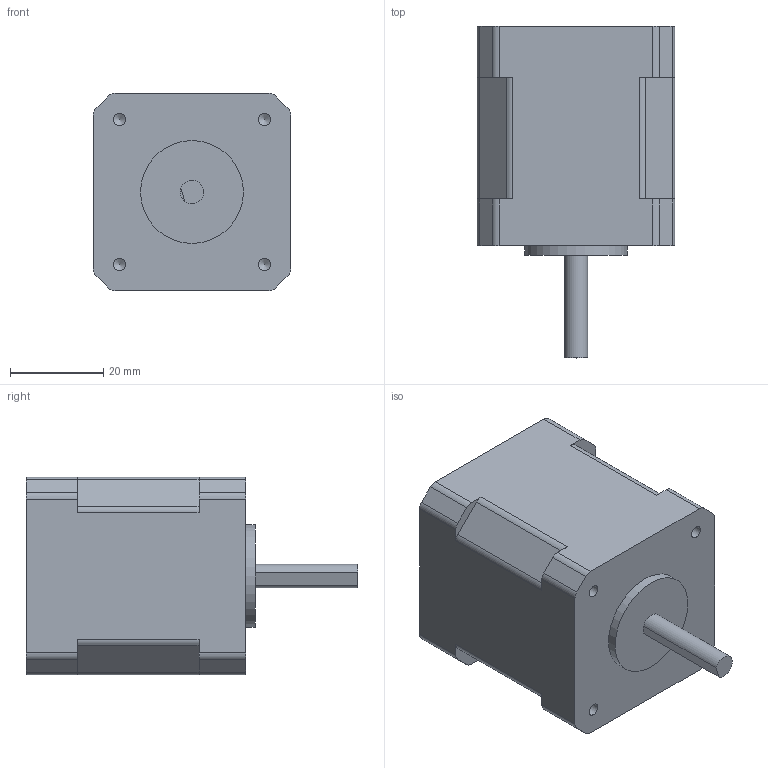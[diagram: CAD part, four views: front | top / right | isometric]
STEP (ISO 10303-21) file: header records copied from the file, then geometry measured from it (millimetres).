
FILE_DESCRIPTION(/* description */ (''),/* implementation_level */ '2;1');
FILE_NAME(/* name */ 'StepMotor_Nema17 v1.step',/* time_stamp */ '2020-03-23T00:28:21+01:00',/* author */ (''),/* organization */ (''),/* preprocessor_version */ 'ST-DEVELOPER v18',/* originating_system */ 'Autodesk Translation Framework v8.12.0.6',/* authorisation */ '');
FILE_SCHEMA (('AUTOMOTIVE_DESIGN { 1 0 10303 214 3 1 1 }'));
Length unit declared in the file: millimetre
Products named in the file (1): StepMotor_Nema17
Bounding box: 42.3 x 71 x 42.3 mm (x, y, z)
Volume: 81900.8 mm3; surface area: 11919.4 mm2
Topology: 1 solids, 1 shells, 65 faces, 185 edges, 124 vertices
Faces by surface type: cylinder 31, plane 30, cone 4
Full cylindrical faces by diameter (mm): 2.65 x4, 22 x1
Entity records: 2165 total; most frequent: DIRECTION 383, CARTESIAN_POINT 371, ORIENTED_EDGE 362, EDGE_CURVE 181, AXIS2_PLACEMENT_3D 136, VERTEX_POINT 124, LINE 111, VECTOR 111
